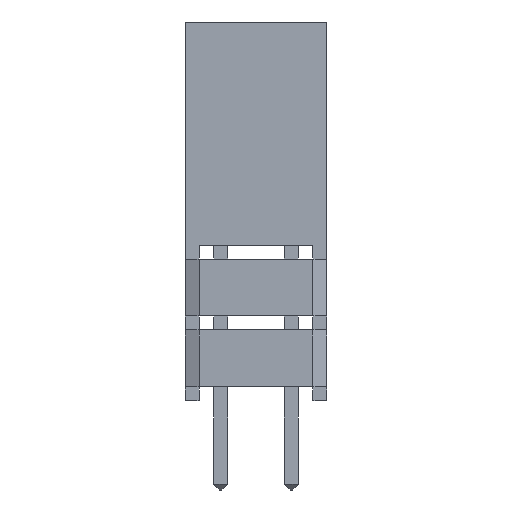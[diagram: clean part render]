
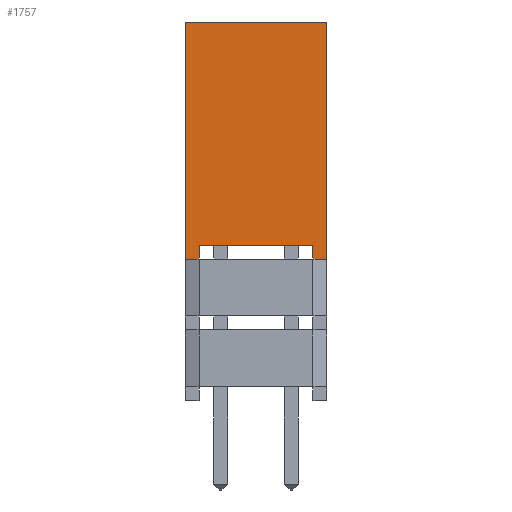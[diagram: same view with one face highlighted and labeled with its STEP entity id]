
A CAD part, left-side view. The second image highlights one B-rep face of the part: STEP entity #1757.
In plain terms, the highlighted planar face has unit normal (-1, 0, 0).
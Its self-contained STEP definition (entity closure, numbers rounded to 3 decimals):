
#21 = EDGE_CURVE('',#22,#24,#26,.T.);
#22 = VERTEX_POINT('',#23);
#23 = CARTESIAN_POINT('',(-1.27,-1.27,13.58));
#24 = VERTEX_POINT('',#25);
#25 = CARTESIAN_POINT('',(-1.27,3.81,13.58));
#26 = LINE('',#27,#28);
#27 = CARTESIAN_POINT('',(-1.27,-1.27,13.58));
#28 = VECTOR('',#29,1.);
#29 = DIRECTION('',(0.,1.,0.));
#1757 = ADVANCED_FACE('',(#1758),#1815,.F.);
#1758 = FACE_BOUND('',#1759,.F.);
#1759 = EDGE_LOOP('',(#1760,#1761,#1769,#1777,#1785,#1793,#1801,#1809));
#1760 = ORIENTED_EDGE('',*,*,#21,.F.);
#1761 = ORIENTED_EDGE('',*,*,#1762,.F.);
#1762 = EDGE_CURVE('',#1763,#22,#1765,.T.);
#1763 = VERTEX_POINT('',#1764);
#1764 = CARTESIAN_POINT('',(-1.27,-1.27,5.08));
#1765 = LINE('',#1766,#1767);
#1766 = CARTESIAN_POINT('',(-1.27,-1.27,5.08));
#1767 = VECTOR('',#1768,1.);
#1768 = DIRECTION('',(0.,0.,1.));
#1769 = ORIENTED_EDGE('',*,*,#1770,.T.);
#1770 = EDGE_CURVE('',#1763,#1771,#1773,.T.);
#1771 = VERTEX_POINT('',#1772);
#1772 = CARTESIAN_POINT('',(-1.27,-0.77,5.08));
#1773 = LINE('',#1774,#1775);
#1774 = CARTESIAN_POINT('',(-1.27,-1.27,5.08));
#1775 = VECTOR('',#1776,1.);
#1776 = DIRECTION('',(0.,1.,0.));
#1777 = ORIENTED_EDGE('',*,*,#1778,.T.);
#1778 = EDGE_CURVE('',#1771,#1779,#1781,.T.);
#1779 = VERTEX_POINT('',#1780);
#1780 = CARTESIAN_POINT('',(-1.27,-0.77,5.58));
#1781 = LINE('',#1782,#1783);
#1782 = CARTESIAN_POINT('',(-1.27,-0.77,5.08));
#1783 = VECTOR('',#1784,1.);
#1784 = DIRECTION('',(0.,0.,1.));
#1785 = ORIENTED_EDGE('',*,*,#1786,.T.);
#1786 = EDGE_CURVE('',#1779,#1787,#1789,.T.);
#1787 = VERTEX_POINT('',#1788);
#1788 = CARTESIAN_POINT('',(-1.27,3.31,5.58));
#1789 = LINE('',#1790,#1791);
#1790 = CARTESIAN_POINT('',(-1.27,-0.77,5.58));
#1791 = VECTOR('',#1792,1.);
#1792 = DIRECTION('',(0.,1.,0.));
#1793 = ORIENTED_EDGE('',*,*,#1794,.F.);
#1794 = EDGE_CURVE('',#1795,#1787,#1797,.T.);
#1795 = VERTEX_POINT('',#1796);
#1796 = CARTESIAN_POINT('',(-1.27,3.31,5.08));
#1797 = LINE('',#1798,#1799);
#1798 = CARTESIAN_POINT('',(-1.27,3.31,5.08));
#1799 = VECTOR('',#1800,1.);
#1800 = DIRECTION('',(0.,0.,1.));
#1801 = ORIENTED_EDGE('',*,*,#1802,.T.);
#1802 = EDGE_CURVE('',#1795,#1803,#1805,.T.);
#1803 = VERTEX_POINT('',#1804);
#1804 = CARTESIAN_POINT('',(-1.27,3.81,5.08));
#1805 = LINE('',#1806,#1807);
#1806 = CARTESIAN_POINT('',(-1.27,-1.27,5.08));
#1807 = VECTOR('',#1808,1.);
#1808 = DIRECTION('',(0.,1.,0.));
#1809 = ORIENTED_EDGE('',*,*,#1810,.T.);
#1810 = EDGE_CURVE('',#1803,#24,#1811,.T.);
#1811 = LINE('',#1812,#1813);
#1812 = CARTESIAN_POINT('',(-1.27,3.81,5.08));
#1813 = VECTOR('',#1814,1.);
#1814 = DIRECTION('',(0.,0.,1.));
#1815 = PLANE('',#1816);
#1816 = AXIS2_PLACEMENT_3D('',#1817,#1818,#1819);
#1817 = CARTESIAN_POINT('',(-1.27,-1.27,5.08));
#1818 = DIRECTION('',(1.,0.,0.));
#1819 = DIRECTION('',(0.,0.,1.));
